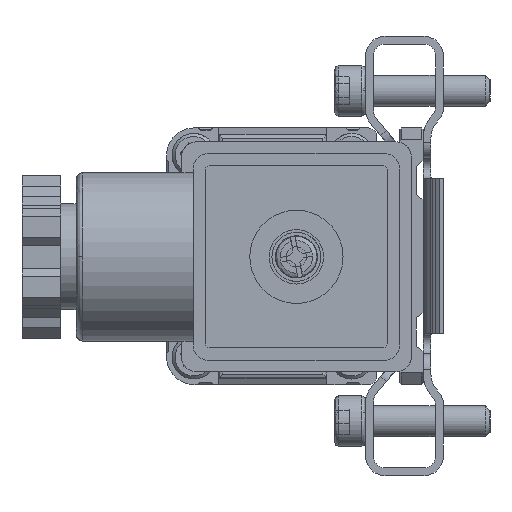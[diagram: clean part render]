
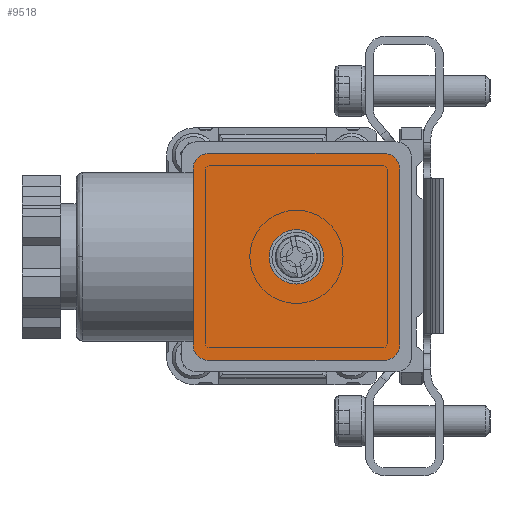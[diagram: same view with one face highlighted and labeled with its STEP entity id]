
A CAD part, left-side view. The second image highlights one B-rep face of the part: STEP entity #9518.
In plain terms, the highlighted planar face has unit normal (-1, 0, 0).
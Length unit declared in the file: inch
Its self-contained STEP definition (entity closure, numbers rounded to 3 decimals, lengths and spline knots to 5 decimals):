
#105 = DIRECTION ( 'NONE',  ( -1., 0., 0. ) ) ;
#474 = DIRECTION ( 'NONE',  ( 0., -1., 0. ) ) ;
#673 = ORIENTED_EDGE ( 'NONE', *, *, #28934, .F. ) ;
#1261 = ORIENTED_EDGE ( 'NONE', *, *, #5520, .F. ) ;
#1264 = DIRECTION ( 'NONE',  ( 0., -1., 0. ) ) ;
#1572 = DIRECTION ( 'NONE',  ( 0., 0., -1. ) ) ;
#1665 = EDGE_CURVE ( 'NONE', #17452, #17452, #4210, .T. ) ;
#1748 = CARTESIAN_POINT ( 'NONE',  ( -1.07087, 1.16535, 1.17007 ) ) ;
#2222 = ORIENTED_EDGE ( 'NONE', *, *, #1665, .F. ) ;
#2758 = ORIENTED_EDGE ( 'NONE', *, *, #8041, .F. ) ;
#2825 = EDGE_CURVE ( 'NONE', #28259, #3344, #29993, .T. ) ;
#3106 = DIRECTION ( 'NONE',  ( 0., -1., 0. ) ) ;
#3344 = VERTEX_POINT ( 'NONE', #19963 ) ;
#3892 = VECTOR ( 'NONE', #6574, 39.37008 ) ;
#3951 = CARTESIAN_POINT ( 'NONE',  ( -1.07087, 1.16535, 0.12282 ) ) ;
#4046 = FACE_OUTER_BOUND ( 'NONE', #26424, .T. ) ;
#4210 = CIRCLE ( 'NONE', #27014, 0.1378 ) ;
#4807 = EDGE_LOOP ( 'NONE', ( #2222 ) ) ;
#4878 = VECTOR ( 'NONE', #30438, 39.37008 ) ;
#5491 = CARTESIAN_POINT ( 'NONE',  ( -1.07087, 0.64173, 0.50865 ) ) ;
#5520 = EDGE_CURVE ( 'NONE', #13093, #22397, #27504, .T. ) ;
#5886 = AXIS2_PLACEMENT_3D ( 'NONE', #23966, #24267, #474 ) ;
#6211 = FACE_BOUND ( 'NONE', #4807, .T. ) ;
#6574 = DIRECTION ( 'NONE',  ( 0., -1., 0. ) ) ;
#8041 = EDGE_CURVE ( 'NONE', #18464, #10574, #13257, .T. ) ;
#8192 = CIRCLE ( 'NONE', #20097, 0.07874 ) ;
#8546 = DIRECTION ( 'NONE',  ( 1., 0., 0. ) ) ;
#8648 = DIRECTION ( 'NONE',  ( 1., 0., 0. ) ) ;
#8968 = CIRCLE ( 'NONE', #16415, 0.07874 ) ;
#9109 = CARTESIAN_POINT ( 'NONE',  ( -1.07087, 1.08661, 1.17007 ) ) ;
#9381 = AXIS2_PLACEMENT_3D ( 'NONE', #14915, #24389, #3106 ) ;
#9515 = ORIENTED_EDGE ( 'NONE', *, *, #10259, .F. ) ;
#9518 = ADVANCED_FACE ( 'NONE', ( #4046, #6211 ), #20349, .F. ) ;
#9650 = ORIENTED_EDGE ( 'NONE', *, *, #2825, .F. ) ;
#10259 = EDGE_CURVE ( 'NONE', #3344, #12579, #8968, .T. ) ;
#10410 = AXIS2_PLACEMENT_3D ( 'NONE', #18491, #8546, #20497 ) ;
#10574 = VERTEX_POINT ( 'NONE', #13207 ) ;
#10607 = CARTESIAN_POINT ( 'NONE',  ( -1.07087, 1.08661, 0.12282 ) ) ;
#11908 = EDGE_CURVE ( 'NONE', #22397, #18464, #23282, .T. ) ;
#12579 = VERTEX_POINT ( 'NONE', #18577 ) ;
#13093 = VERTEX_POINT ( 'NONE', #14177 ) ;
#13207 = CARTESIAN_POINT ( 'NONE',  ( -1.07087, 0.19685, 1.17007 ) ) ;
#13257 = LINE ( 'NONE', #1748, #3892 ) ;
#13418 = DIRECTION ( 'NONE',  ( 0., 1., 0. ) ) ;
#13929 = CARTESIAN_POINT ( 'NONE',  ( -1.07087, 0.19685, 1.09133 ) ) ;
#14177 = CARTESIAN_POINT ( 'NONE',  ( -1.07087, 1.16535, 0.20156 ) ) ;
#14915 = CARTESIAN_POINT ( 'NONE',  ( -1.07087, 1.08661, 1.09133 ) ) ;
#16415 = AXIS2_PLACEMENT_3D ( 'NONE', #22564, #20545, #1264 ) ;
#17452 = VERTEX_POINT ( 'NONE', #5491 ) ;
#18294 = CIRCLE ( 'NONE', #5886, 0.07874 ) ;
#18464 = VERTEX_POINT ( 'NONE', #9109 ) ;
#18491 = CARTESIAN_POINT ( 'NONE',  ( -1.07087, 1.16535, 0.12282 ) ) ;
#18577 = CARTESIAN_POINT ( 'NONE',  ( -1.07087, 0.19685, 0.12282 ) ) ;
#18869 = ORIENTED_EDGE ( 'NONE', *, *, #11908, .F. ) ;
#19371 = EDGE_CURVE ( 'NONE', #20130, #13093, #18294, .T. ) ;
#19963 = CARTESIAN_POINT ( 'NONE',  ( -1.07087, 0.11811, 0.20156 ) ) ;
#20097 = AXIS2_PLACEMENT_3D ( 'NONE', #13929, #8648, #23410 ) ;
#20130 = VERTEX_POINT ( 'NONE', #10607 ) ;
#20349 = PLANE ( 'NONE',  #10410 ) ;
#20497 = DIRECTION ( 'NONE',  ( 0., 0., 1. ) ) ;
#20545 = DIRECTION ( 'NONE',  ( 1., 0., 0. ) ) ;
#21408 = CARTESIAN_POINT ( 'NONE',  ( -1.07087, 0.64173, 0.64645 ) ) ;
#22006 = VECTOR ( 'NONE', #13418, 39.37008 ) ;
#22397 = VERTEX_POINT ( 'NONE', #27318 ) ;
#22564 = CARTESIAN_POINT ( 'NONE',  ( -1.07087, 0.19685, 0.20156 ) ) ;
#23157 = CARTESIAN_POINT ( 'NONE',  ( -1.07087, 1.16535, 0.12282 ) ) ;
#23168 = CARTESIAN_POINT ( 'NONE',  ( -1.07087, 0.11811, 1.09133 ) ) ;
#23282 = CIRCLE ( 'NONE', #9381, 0.07874 ) ;
#23410 = DIRECTION ( 'NONE',  ( 0., -1., 0. ) ) ;
#23585 = DIRECTION ( 'NONE',  ( 0., 0., -1. ) ) ;
#23966 = CARTESIAN_POINT ( 'NONE',  ( -1.07087, 1.08661, 0.20156 ) ) ;
#24267 = DIRECTION ( 'NONE',  ( 1., 0., 0. ) ) ;
#24389 = DIRECTION ( 'NONE',  ( 1., 0., 0. ) ) ;
#24783 = ORIENTED_EDGE ( 'NONE', *, *, #19371, .F. ) ;
#25507 = VECTOR ( 'NONE', #1572, 39.37008 ) ;
#25815 = CARTESIAN_POINT ( 'NONE',  ( -1.07087, 0.11811, 0.12282 ) ) ;
#26318 = EDGE_CURVE ( 'NONE', #12579, #20130, #29710, .T. ) ;
#26424 = EDGE_LOOP ( 'NONE', ( #30614, #9515, #9650, #673, #2758, #18869, #1261, #24783 ) ) ;
#27014 = AXIS2_PLACEMENT_3D ( 'NONE', #21408, #105, #23585 ) ;
#27318 = CARTESIAN_POINT ( 'NONE',  ( -1.07087, 1.16535, 1.09133 ) ) ;
#27504 = LINE ( 'NONE', #23157, #4878 ) ;
#28259 = VERTEX_POINT ( 'NONE', #23168 ) ;
#28934 = EDGE_CURVE ( 'NONE', #10574, #28259, #8192, .T. ) ;
#29710 = LINE ( 'NONE', #3951, #22006 ) ;
#29993 = LINE ( 'NONE', #25815, #25507 ) ;
#30438 = DIRECTION ( 'NONE',  ( 0., 0., 1. ) ) ;
#30614 = ORIENTED_EDGE ( 'NONE', *, *, #26318, .F. ) ;
